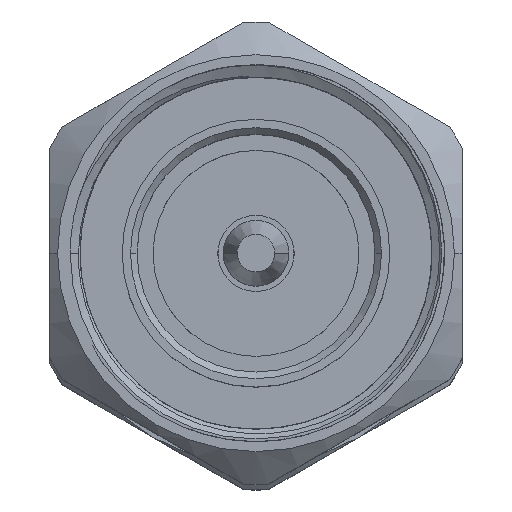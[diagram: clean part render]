
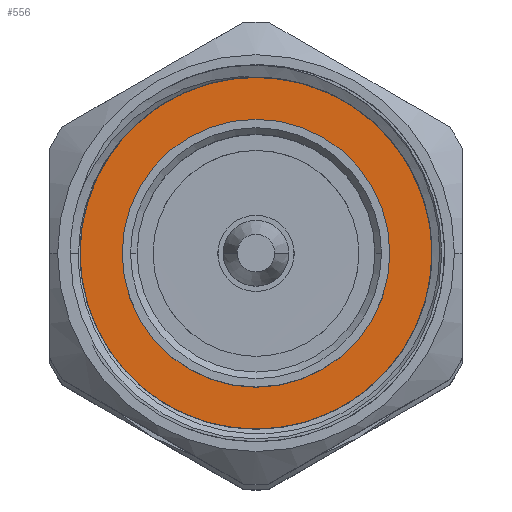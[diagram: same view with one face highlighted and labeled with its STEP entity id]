
A CAD part, top view. The second image highlights one B-rep face of the part: STEP entity #556.
In plain terms, the highlighted face is planar.
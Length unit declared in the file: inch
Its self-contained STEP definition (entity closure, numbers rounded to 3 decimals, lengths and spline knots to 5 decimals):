
#64 = DIRECTION ( 'NONE',  ( 0., 0., 1. ) ) ;
#457 = CARTESIAN_POINT ( 'NONE',  ( 0.39764, 0., 0. ) ) ;
#528 = CARTESIAN_POINT ( 'NONE',  ( 0.39764, 0., -0.57237 ) ) ;
#556 = ADVANCED_FACE ( 'NONE', ( #2477, #1297 ), #2990, .T. ) ;
#565 = CARTESIAN_POINT ( 'NONE',  ( 0.39764, 0., 0. ) ) ;
#759 = CARTESIAN_POINT ( 'NONE',  ( 0.39764, 0., 0. ) ) ;
#782 = VERTEX_POINT ( 'NONE', #4724 ) ;
#1069 = DIRECTION ( 'NONE',  ( 0., 0., 1. ) ) ;
#1107 = DIRECTION ( 'NONE',  ( -1., 0., 0. ) ) ;
#1243 = CARTESIAN_POINT ( 'NONE',  ( 0.39764, 0., 0.40551 ) ) ;
#1297 = FACE_BOUND ( 'NONE', #1364, .T. ) ;
#1364 = EDGE_LOOP ( 'NONE', ( #4007, #3778 ) ) ;
#1429 = DIRECTION ( 'NONE',  ( 0., 0., 1. ) ) ;
#1581 = CARTESIAN_POINT ( 'NONE',  ( 0.39764, 0., 0.57237 ) ) ;
#1593 = AXIS2_PLACEMENT_3D ( 'NONE', #4068, #1107, #3597 ) ;
#1666 = VERTEX_POINT ( 'NONE', #1581 ) ;
#1679 = CIRCLE ( 'NONE', #1593, 0.40551 ) ;
#1910 = EDGE_CURVE ( 'NONE', #1666, #2474, #4148, .T. ) ;
#2042 = EDGE_CURVE ( 'NONE', #782, #4967, #1679, .T. ) ;
#2158 = DIRECTION ( 'NONE',  ( 0., 0., 1. ) ) ;
#2439 = ORIENTED_EDGE ( 'NONE', *, *, #5470, .T. ) ;
#2474 = VERTEX_POINT ( 'NONE', #528 ) ;
#2477 = FACE_OUTER_BOUND ( 'NONE', #3370, .T. ) ;
#2731 = DIRECTION ( 'NONE',  ( -1., 0., 0. ) ) ;
#2835 = ORIENTED_EDGE ( 'NONE', *, *, #1910, .T. ) ;
#2990 = PLANE ( 'NONE',  #4244 ) ;
#3099 = DIRECTION ( 'NONE',  ( -1., 0., 0. ) ) ;
#3230 = CIRCLE ( 'NONE', #4114, 0.57237 ) ;
#3264 = DIRECTION ( 'NONE',  ( -1., 0., 0. ) ) ;
#3370 = EDGE_LOOP ( 'NONE', ( #2835, #2439 ) ) ;
#3479 = CIRCLE ( 'NONE', #5425, 0.40551 ) ;
#3597 = DIRECTION ( 'NONE',  ( 0., 0., 1. ) ) ;
#3778 = ORIENTED_EDGE ( 'NONE', *, *, #4139, .F. ) ;
#4007 = ORIENTED_EDGE ( 'NONE', *, *, #2042, .F. ) ;
#4068 = CARTESIAN_POINT ( 'NONE',  ( 0.39764, 0., 0. ) ) ;
#4114 = AXIS2_PLACEMENT_3D ( 'NONE', #4846, #2731, #1429 ) ;
#4139 = EDGE_CURVE ( 'NONE', #4967, #782, #3479, .T. ) ;
#4148 = CIRCLE ( 'NONE', #5104, 0.57237 ) ;
#4244 = AXIS2_PLACEMENT_3D ( 'NONE', #457, #4286, #2158 ) ;
#4286 = DIRECTION ( 'NONE',  ( -1., 0., 0. ) ) ;
#4724 = CARTESIAN_POINT ( 'NONE',  ( 0.39764, 0., -0.40551 ) ) ;
#4846 = CARTESIAN_POINT ( 'NONE',  ( 0.39764, 0., 0. ) ) ;
#4967 = VERTEX_POINT ( 'NONE', #1243 ) ;
#5104 = AXIS2_PLACEMENT_3D ( 'NONE', #565, #3099, #64 ) ;
#5425 = AXIS2_PLACEMENT_3D ( 'NONE', #759, #3264, #1069 ) ;
#5470 = EDGE_CURVE ( 'NONE', #2474, #1666, #3230, .T. ) ;
